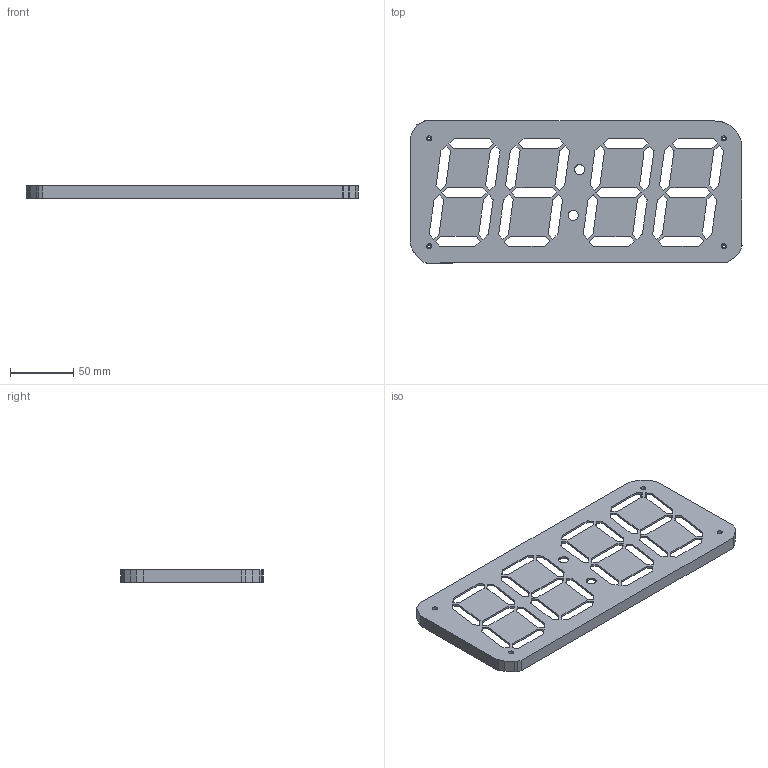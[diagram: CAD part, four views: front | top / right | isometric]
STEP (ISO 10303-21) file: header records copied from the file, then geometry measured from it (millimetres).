
FILE_DESCRIPTION(('Designed by EasyEDA Pro'),'2;1');
FILE_NAME('Open CASCADE Shape Model','2025-07-07T22:40:16',('Author'),( 'Open CASCADE'),'Open CASCADE STEP processor 7.8','Open CASCADE 7.8' ,'Unknown');
FILE_SCHEMA(('AUTOMOTIVE_DESIGN { 1 0 10303 214 1 1 1 1 }'));
Products named in the file (1): Open CASCADE STEP translator 7.8 1
Bounding box: 261.5 x 111.9 x 10 mm (x, y, z)
Volume: 42697.9 mm3; surface area: 61472.4 mm2
Topology: 1 solids, 1 shells, 386 faces, 1114 edges, 743 vertices
Faces by surface type: bspline 386
Entity records: 45616 total; most frequent: CARTESIAN_POINT 30976, B_SPLINE_CURVE_WITH_KNOTS 3280, ORIENTED_EDGE 2228, PCURVE 2228, DEFINITIONAL_REPRESENTATION 2228, EDGE_CURVE 1114, SURFACE_CURVE 1096, VERTEX_POINT 743
